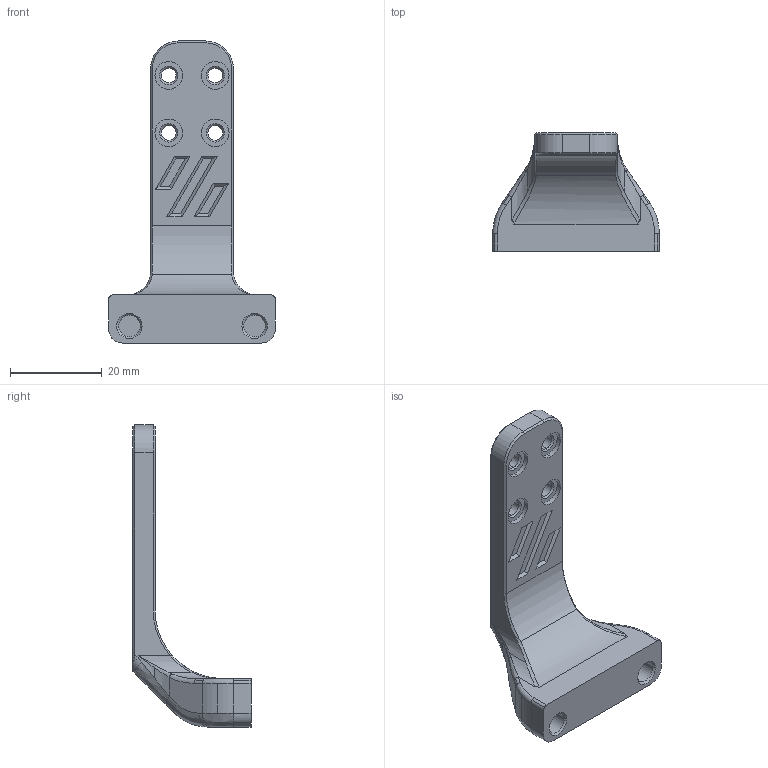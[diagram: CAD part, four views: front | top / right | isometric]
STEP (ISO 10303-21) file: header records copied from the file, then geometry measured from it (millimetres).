
FILE_DESCRIPTION (( 'STEP AP214' ), '1' );
FILE_NAME ('Shorter Dock Mount fixed^Klicky Probe_Gantry_Micron-CAD-Assembly_Micron-CAD-Assembly_1_10_22_brokelink.STEP', '2022-03-19T02:03:44', ( '' ), ( '' ), 'SwSTEP 2.0', 'SolidWorks 2022', '' );
FILE_SCHEMA (( 'AUTOMOTIVE_DESIGN' ));
Length unit declared in the file: millimetre
Products named in the file (1): Shorter Dock Mount fixed^Klicky Probe_Gantry_Micron-CAD-Assembly_Micron-CAD-Assembly_1_10_22_brokelink
Bounding box: 36.26 x 25.7 x 65.75 mm (x, y, z)
Volume: 11169.4 mm3; surface area: 4936.8 mm2
Topology: 1 solids, 1 shells, 150 faces, 365 edges, 224 vertices
Faces by surface type: cylinder 60, plane 44, cone 26, bspline 20
Entity records: 5086 total; most frequent: CARTESIAN_POINT 1732, ORIENTED_EDGE 726, DIRECTION 617, EDGE_CURVE 363, VERTEX_POINT 224, AXIS2_PLACEMENT_3D 217, VECTOR 183, LINE 183
